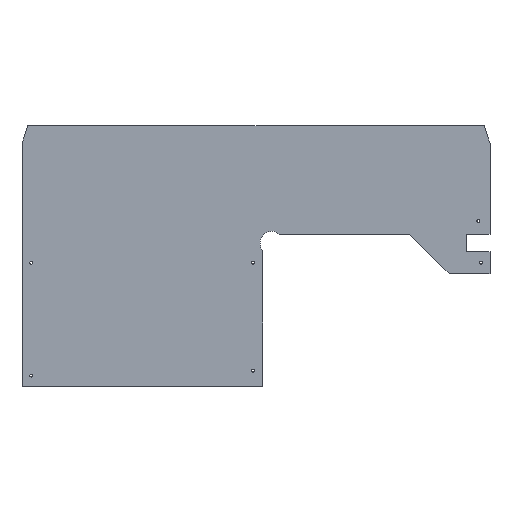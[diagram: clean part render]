
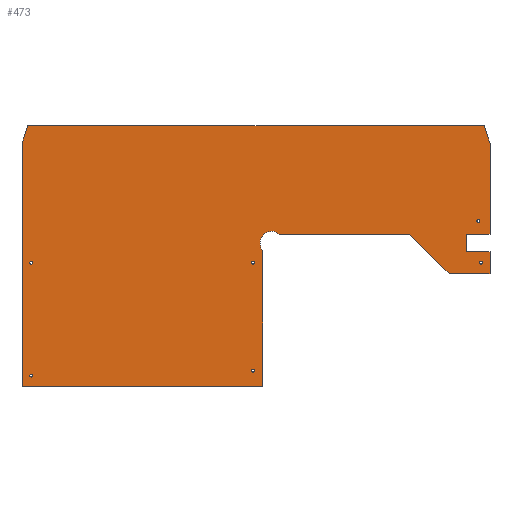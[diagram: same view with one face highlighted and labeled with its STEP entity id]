
A CAD part, top view. The second image highlights one B-rep face of the part: STEP entity #473.
In plain terms, the highlighted planar face has unit normal (0, 0, 1).
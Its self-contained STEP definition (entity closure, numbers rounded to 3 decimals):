
#28=FACE_BOUND('',#100,.T.);
#29=FACE_BOUND('',#101,.T.);
#30=FACE_BOUND('',#102,.T.);
#31=FACE_BOUND('',#103,.T.);
#32=FACE_BOUND('',#104,.T.);
#33=FACE_BOUND('',#105,.T.);
#41=CIRCLE('',#500,2.5);
#42=CIRCLE('',#502,2.5);
#43=CIRCLE('',#504,2.5);
#44=CIRCLE('',#513,2.5);
#45=CIRCLE('',#515,2.5);
#46=CIRCLE('',#517,2.5);
#47=CIRCLE('',#521,20.);
#70=FACE_OUTER_BOUND('',#99,.T.);
#99=EDGE_LOOP('',(#414,#415,#416,#417,#418,#419,#420,#421,#422,#423,#424,
#425,#426,#427,#428));
#100=EDGE_LOOP('',(#429));
#101=EDGE_LOOP('',(#430));
#102=EDGE_LOOP('',(#431));
#103=EDGE_LOOP('',(#432));
#104=EDGE_LOOP('',(#433));
#105=EDGE_LOOP('',(#434));
#106=LINE('',#654,#155);
#123=LINE('',#702,#172);
#125=LINE('',#706,#174);
#131=LINE('',#724,#180);
#134=LINE('',#729,#183);
#135=LINE('',#731,#184);
#137=LINE('',#736,#186);
#139=LINE('',#740,#188);
#142=LINE('',#745,#191);
#143=LINE('',#748,#192);
#148=LINE('',#764,#197);
#150=LINE('',#768,#199);
#152=LINE('',#774,#201);
#154=LINE('',#777,#203);
#155=VECTOR('',#529,10.);
#172=VECTOR('',#564,10.);
#174=VECTOR('',#568,10.);
#180=VECTOR('',#588,10.);
#183=VECTOR('',#593,10.);
#184=VECTOR('',#596,10.);
#186=VECTOR('',#600,10.);
#188=VECTOR('',#604,10.);
#191=VECTOR('',#609,10.);
#192=VECTOR('',#612,10.);
#197=VECTOR('',#631,10.);
#199=VECTOR('',#635,10.);
#201=VECTOR('',#643,10.);
#203=VECTOR('',#647,10.);
#204=VERTEX_POINT('',#652);
#205=VERTEX_POINT('',#653);
#227=VERTEX_POINT('',#701);
#228=VERTEX_POINT('',#705);
#229=VERTEX_POINT('',#709);
#230=VERTEX_POINT('',#713);
#231=VERTEX_POINT('',#717);
#232=VERTEX_POINT('',#721);
#233=VERTEX_POINT('',#723);
#234=VERTEX_POINT('',#727);
#235=VERTEX_POINT('',#733);
#236=VERTEX_POINT('',#735);
#237=VERTEX_POINT('',#739);
#238=VERTEX_POINT('',#743);
#239=VERTEX_POINT('',#747);
#240=VERTEX_POINT('',#751);
#241=VERTEX_POINT('',#755);
#242=VERTEX_POINT('',#759);
#243=VERTEX_POINT('',#763);
#244=VERTEX_POINT('',#767);
#245=VERTEX_POINT('',#773);
#246=EDGE_CURVE('',#204,#205,#106,.T.);
#270=EDGE_CURVE('',#227,#205,#123,.T.);
#272=EDGE_CURVE('',#227,#228,#125,.T.);
#274=EDGE_CURVE('',#229,#229,#41,.T.);
#276=EDGE_CURVE('',#230,#230,#42,.T.);
#278=EDGE_CURVE('',#231,#231,#43,.T.);
#281=EDGE_CURVE('',#233,#232,#131,.T.);
#284=EDGE_CURVE('',#232,#234,#134,.T.);
#285=EDGE_CURVE('',#204,#233,#135,.T.);
#287=EDGE_CURVE('',#236,#235,#137,.T.);
#289=EDGE_CURVE('',#237,#228,#139,.T.);
#292=EDGE_CURVE('',#235,#238,#142,.T.);
#293=EDGE_CURVE('',#239,#236,#143,.T.);
#295=EDGE_CURVE('',#240,#240,#44,.T.);
#297=EDGE_CURVE('',#241,#241,#45,.T.);
#299=EDGE_CURVE('',#242,#242,#46,.T.);
#301=EDGE_CURVE('',#243,#239,#148,.T.);
#303=EDGE_CURVE('',#244,#243,#150,.T.);
#305=EDGE_CURVE('',#234,#244,#47,.T.);
#306=EDGE_CURVE('',#245,#237,#152,.T.);
#308=EDGE_CURVE('',#238,#245,#154,.T.);
#414=ORIENTED_EDGE('',*,*,#246,.F.);
#415=ORIENTED_EDGE('',*,*,#285,.T.);
#416=ORIENTED_EDGE('',*,*,#281,.T.);
#417=ORIENTED_EDGE('',*,*,#284,.T.);
#418=ORIENTED_EDGE('',*,*,#305,.T.);
#419=ORIENTED_EDGE('',*,*,#303,.T.);
#420=ORIENTED_EDGE('',*,*,#301,.T.);
#421=ORIENTED_EDGE('',*,*,#293,.T.);
#422=ORIENTED_EDGE('',*,*,#287,.T.);
#423=ORIENTED_EDGE('',*,*,#292,.T.);
#424=ORIENTED_EDGE('',*,*,#308,.T.);
#425=ORIENTED_EDGE('',*,*,#306,.T.);
#426=ORIENTED_EDGE('',*,*,#289,.T.);
#427=ORIENTED_EDGE('',*,*,#272,.F.);
#428=ORIENTED_EDGE('',*,*,#270,.T.);
#429=ORIENTED_EDGE('',*,*,#274,.T.);
#430=ORIENTED_EDGE('',*,*,#276,.T.);
#431=ORIENTED_EDGE('',*,*,#278,.T.);
#432=ORIENTED_EDGE('',*,*,#299,.T.);
#433=ORIENTED_EDGE('',*,*,#297,.T.);
#434=ORIENTED_EDGE('',*,*,#295,.T.);
#450=PLANE('',#524);
#473=ADVANCED_FACE('',(#70,#28,#29,#30,#31,#32,#33),#450,.T.);
#500=AXIS2_PLACEMENT_3D('',#710,#572,#573);
#502=AXIS2_PLACEMENT_3D('',#714,#577,#578);
#504=AXIS2_PLACEMENT_3D('',#718,#582,#583);
#513=AXIS2_PLACEMENT_3D('',#752,#616,#617);
#515=AXIS2_PLACEMENT_3D('',#756,#621,#622);
#517=AXIS2_PLACEMENT_3D('',#760,#626,#627);
#521=AXIS2_PLACEMENT_3D('',#771,#639,#640);
#524=AXIS2_PLACEMENT_3D('',#778,#648,#649);
#529=DIRECTION('',(0.316,0.949,0.));
#564=DIRECTION('',(-1.,0.,0.));
#568=DIRECTION('',(0.316,-0.949,0.));
#572=DIRECTION('center_axis',(0.,0.,-1.));
#573=DIRECTION('ref_axis',(1.,0.,0.));
#577=DIRECTION('center_axis',(0.,0.,-1.));
#578=DIRECTION('ref_axis',(1.,0.,0.));
#582=DIRECTION('center_axis',(0.,0.,-1.));
#583=DIRECTION('ref_axis',(1.,0.,0.));
#588=DIRECTION('',(1.,0.,0.));
#593=DIRECTION('',(0.,1.,0.));
#596=DIRECTION('',(0.,-1.,0.));
#600=DIRECTION('',(0.,1.,0.));
#604=DIRECTION('',(0.,1.,0.));
#609=DIRECTION('',(-1.,0.,0.));
#612=DIRECTION('',(1.,0.,0.));
#616=DIRECTION('center_axis',(0.,0.,-1.));
#617=DIRECTION('ref_axis',(1.,0.,0.));
#621=DIRECTION('center_axis',(0.,0.,-1.));
#622=DIRECTION('ref_axis',(1.,0.,0.));
#626=DIRECTION('center_axis',(0.,0.,-1.));
#627=DIRECTION('ref_axis',(1.,0.,0.));
#631=DIRECTION('',(0.707,-0.707,0.));
#635=DIRECTION('',(1.,0.,0.));
#639=DIRECTION('center_axis',(0.,0.,-1.));
#640=DIRECTION('ref_axis',(0.661,0.75,0.));
#643=DIRECTION('',(1.,0.,0.));
#647=DIRECTION('',(0.,1.,0.));
#648=DIRECTION('center_axis',(0.,0.,1.));
#649=DIRECTION('ref_axis',(1.,0.,0.));
#652=CARTESIAN_POINT('',(4.,419.5,3.));
#653=CARTESIAN_POINT('',(14.,449.5,3.));
#654=CARTESIAN_POINT('',(-2.586,399.741,3.));
#701=CARTESIAN_POINT('',(798.2,449.5,3.));
#702=CARTESIAN_POINT('',(0.,449.5,3.));
#705=CARTESIAN_POINT('',(808.2,419.5,3.));
#706=CARTESIAN_POINT('',(814.829,399.614,3.));
#709=CARTESIAN_POINT('',(785.7,285.4,3.));
#710=CARTESIAN_POINT('Origin',(788.2,285.4,3.));
#713=CARTESIAN_POINT('',(398.5,28.5,3.));
#714=CARTESIAN_POINT('Origin',(401.,28.5,3.));
#717=CARTESIAN_POINT('',(398.5,214.,3.));
#718=CARTESIAN_POINT('Origin',(401.,214.,3.));
#721=CARTESIAN_POINT('',(418.,1.5,3.));
#723=CARTESIAN_POINT('',(4.,1.5,3.));
#724=CARTESIAN_POINT('',(205.262,1.5,3.));
#727=CARTESIAN_POINT('',(418.,234.771,3.));
#729=CARTESIAN_POINT('',(418.,0.,3.));
#731=CARTESIAN_POINT('',(4.,337.125,3.));
#733=CARTESIAN_POINT('',(808.2,233.,3.));
#735=CARTESIAN_POINT('',(808.2,195.,3.));
#736=CARTESIAN_POINT('',(808.2,209.875,3.));
#739=CARTESIAN_POINT('',(808.2,263.,3.));
#740=CARTESIAN_POINT('',(808.2,243.875,3.));
#743=CARTESIAN_POINT('',(768.047,233.,3.));
#745=CARTESIAN_POINT('',(813.047,233.,3.));
#747=CARTESIAN_POINT('',(737.8,195.,3.));
#748=CARTESIAN_POINT('',(737.8,195.,3.));
#751=CARTESIAN_POINT('',(17.5,20.,3.));
#752=CARTESIAN_POINT('Origin',(20.,20.,3.));
#755=CARTESIAN_POINT('',(17.5,214.,3.));
#756=CARTESIAN_POINT('Origin',(20.,214.,3.));
#759=CARTESIAN_POINT('',(790.547,214.,3.));
#760=CARTESIAN_POINT('Origin',(793.047,214.,3.));
#763=CARTESIAN_POINT('',(669.8,263.,3.));
#764=CARTESIAN_POINT('',(737.8,195.,3.));
#767=CARTESIAN_POINT('',(446.229,263.,3.));
#768=CARTESIAN_POINT('',(446.229,263.,3.));
#771=CARTESIAN_POINT('Origin',(433.,248.,3.));
#773=CARTESIAN_POINT('',(768.047,263.,3.));
#774=CARTESIAN_POINT('',(768.047,263.,3.));
#777=CARTESIAN_POINT('',(768.047,263.,3.));
#778=CARTESIAN_POINT('Origin',(406.524,224.75,3.));
